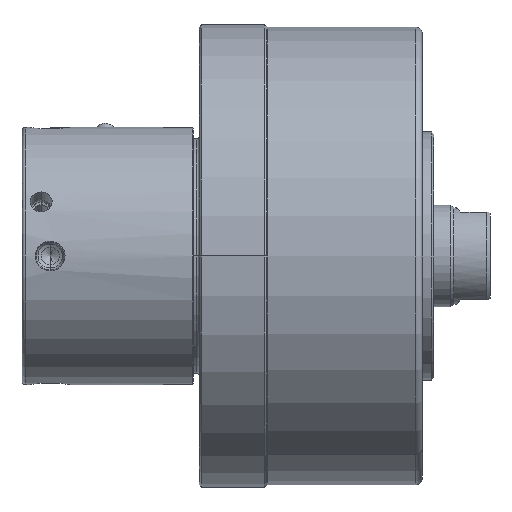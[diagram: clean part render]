
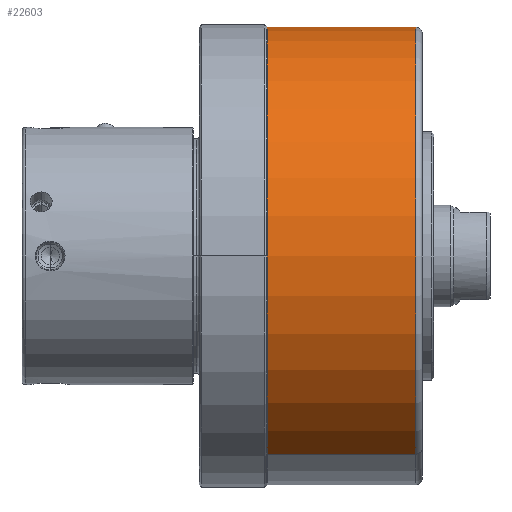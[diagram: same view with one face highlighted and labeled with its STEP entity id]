
A CAD part, front view. The second image highlights one B-rep face of the part: STEP entity #22603.
In plain terms, the highlighted cylindrical face has radius 101.5 mm (diameter 203 mm), a partial arc.
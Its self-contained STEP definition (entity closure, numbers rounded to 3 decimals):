
#630 = CARTESIAN_POINT ( 'NONE',  ( 0., 0., 0. ) ) ;
#646 = CARTESIAN_POINT ( 'NONE',  ( 9.3, 0., 0. ) ) ;
#747 = EDGE_CURVE ( 'NONE', #19001, #15760, #7603, .T. ) ;
#2541 = DIRECTION ( 'NONE',  ( 0., 0., 1. ) ) ;
#5337 = CARTESIAN_POINT ( 'NONE',  ( 75., 0., 0. ) ) ;
#5346 = AXIS2_PLACEMENT_3D ( 'NONE', #630, #17531, #13777 ) ;
#6024 = CARTESIAN_POINT ( 'NONE',  ( 0., 0., -101.5 ) ) ;
#6808 = VECTOR ( 'NONE', #15270, 1000. ) ;
#6927 = ORIENTED_EDGE ( 'NONE', *, *, #12256, .F. ) ;
#7102 = CARTESIAN_POINT ( 'NONE',  ( 9.3, 0., -101.5 ) ) ;
#7202 = DIRECTION ( 'NONE',  ( 0., 0., 1. ) ) ;
#7390 = LINE ( 'NONE', #6024, #6808 ) ;
#7603 = LINE ( 'NONE', #20079, #12620 ) ;
#8423 = CIRCLE ( 'NONE', #18283, 101.5 ) ;
#10447 = FACE_OUTER_BOUND ( 'NONE', #15615, .T. ) ;
#11533 = ORIENTED_EDGE ( 'NONE', *, *, #747, .T. ) ;
#11541 = ORIENTED_EDGE ( 'NONE', *, *, #15365, .F. ) ;
#11618 = CARTESIAN_POINT ( 'NONE',  ( 9.3, 0., 101.5 ) ) ;
#12225 = CARTESIAN_POINT ( 'NONE',  ( 75., 0., -101.5 ) ) ;
#12256 = EDGE_CURVE ( 'NONE', #16697, #15760, #16888, .T. ) ;
#12620 = VECTOR ( 'NONE', #22242, 1000. ) ;
#13777 = DIRECTION ( 'NONE',  ( 0., 0., 1. ) ) ;
#13794 = DIRECTION ( 'NONE',  ( -1., 0., 0. ) ) ;
#15270 = DIRECTION ( 'NONE',  ( -1., 0., 0. ) ) ;
#15365 = EDGE_CURVE ( 'NONE', #22685, #16697, #7390, .T. ) ;
#15615 = EDGE_LOOP ( 'NONE', ( #11541, #17404, #11533, #6927 ) ) ;
#15760 = VERTEX_POINT ( 'NONE', #11618 ) ;
#16697 = VERTEX_POINT ( 'NONE', #7102 ) ;
#16875 = CYLINDRICAL_SURFACE ( 'NONE', #5346, 101.5 ) ;
#16888 = CIRCLE ( 'NONE', #24087, 101.5 ) ;
#17404 = ORIENTED_EDGE ( 'NONE', *, *, #18322, .T. ) ;
#17531 = DIRECTION ( 'NONE',  ( -1., 0., 0. ) ) ;
#18283 = AXIS2_PLACEMENT_3D ( 'NONE', #5337, #18415, #7202 ) ;
#18322 = EDGE_CURVE ( 'NONE', #22685, #19001, #8423, .T. ) ;
#18415 = DIRECTION ( 'NONE',  ( -1., 0., 0. ) ) ;
#19001 = VERTEX_POINT ( 'NONE', #22118 ) ;
#20079 = CARTESIAN_POINT ( 'NONE',  ( 0., 0., 101.5 ) ) ;
#22118 = CARTESIAN_POINT ( 'NONE',  ( 75., 0., 101.5 ) ) ;
#22242 = DIRECTION ( 'NONE',  ( -1., 0., 0. ) ) ;
#22603 = ADVANCED_FACE ( 'NONE', ( #10447 ), #16875, .T. ) ;
#22685 = VERTEX_POINT ( 'NONE', #12225 ) ;
#24087 = AXIS2_PLACEMENT_3D ( 'NONE', #646, #13794, #2541 ) ;
